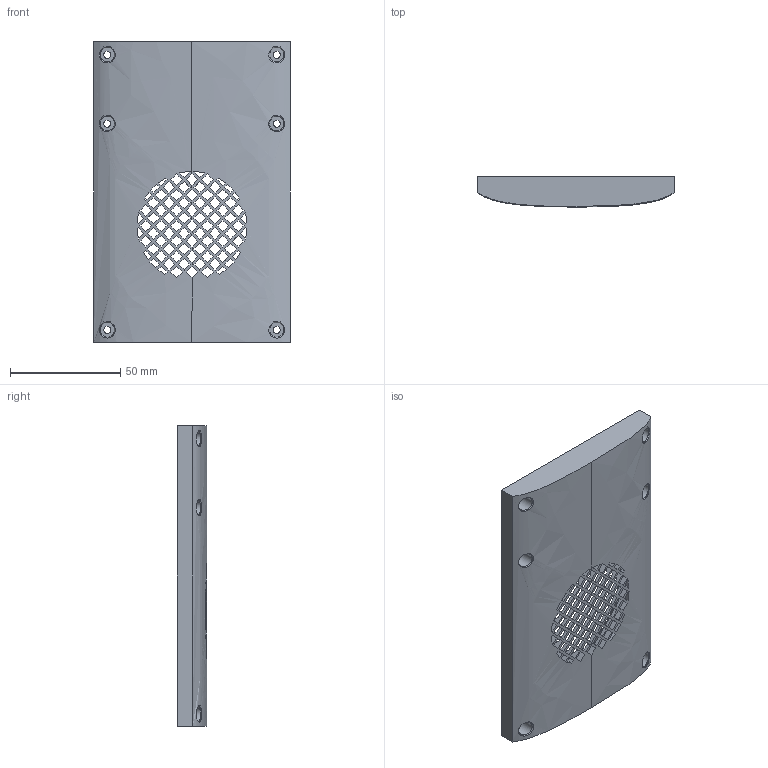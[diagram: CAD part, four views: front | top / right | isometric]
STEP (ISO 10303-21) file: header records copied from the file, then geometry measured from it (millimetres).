
FILE_DESCRIPTION(/* description */ (''),/* implementation_level */ '2;1');
FILE_NAME(/* name */ 'Speaker Plate Dayton Audio RS75-4 3in.step',/* time_stamp */ '2025-05-26T17:42:13+01:00',/* author */ (''),/* organization */ (''),/* preprocessor_version */ 'ST-DEVELOPER v20.1',/* originating_system */ 'Autodesk Translation Framework v14.10.0.0',/* authorisation */ '');
FILE_SCHEMA (('AUTOMOTIVE_DESIGN { 1 0 10303 214 3 1 1 }'));
Length unit declared in the file: millimetre
Products named in the file (1): Speaker Plate Dayton Audio RS75-4 3in
Bounding box: 89.2 x 13.5 x 136.6 mm (x, y, z)
Volume: 113573 mm3; surface area: 32593 mm2
Topology: 1 solids, 1 shells, 470 faces, 1483 edges, 978 vertices
Faces by surface type: plane 391, bspline 42, cylinder 37
Full cylindrical faces by diameter (mm): 2.8 x4, 72.8 x1
Entity records: 19657 total; most frequent: CARTESIAN_POINT 8072, ORIENTED_EDGE 2966, EDGE_CURVE 1483, DIRECTION 1473, VERTEX_POINT 978, B_SPLINE_CURVE_WITH_KNOTS 908, EDGE_LOOP 619, LINE 531
